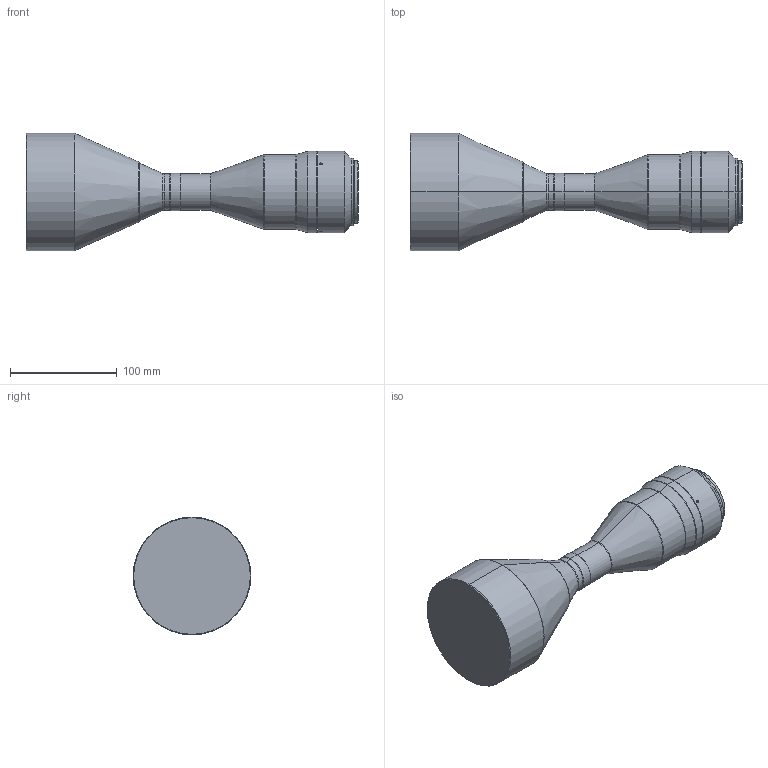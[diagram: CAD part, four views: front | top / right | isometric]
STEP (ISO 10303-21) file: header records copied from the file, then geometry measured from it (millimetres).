
FILE_DESCRIPTION (( 'STEP AP203' ), '1' );
FILE_NAME ('DTCM35FH-80H-M58-AL.STEP', '2019-11-14T08:19:47', ( 'Windows 蚚誧' ), ( '' ), 'SwSTEP 2.0', 'SolidWorks 2017', '' );
FILE_SCHEMA (( 'CONFIG_CONTROL_DESIGN' ));
Length unit declared in the file: millimetre
Products named in the file (1): DTCM35FH-80H-M58-AL
Bounding box: 310.3 x 110 x 110 mm (x, y, z)
Volume: 1312283.8 mm3; surface area: 84965.1 mm2
Topology: 1 solids, 1 shells, 77 faces, 184 edges, 111 vertices
Faces by surface type: cylinder 28, cone 28, bspline 14, plane 7
Entity records: 2913 total; most frequent: CARTESIAN_POINT 1109, DIRECTION 384, ORIENTED_EDGE 356, EDGE_CURVE 178, AXIS2_PLACEMENT_3D 164, VERTEX_POINT 111, CIRCLE 100, EDGE_LOOP 85
